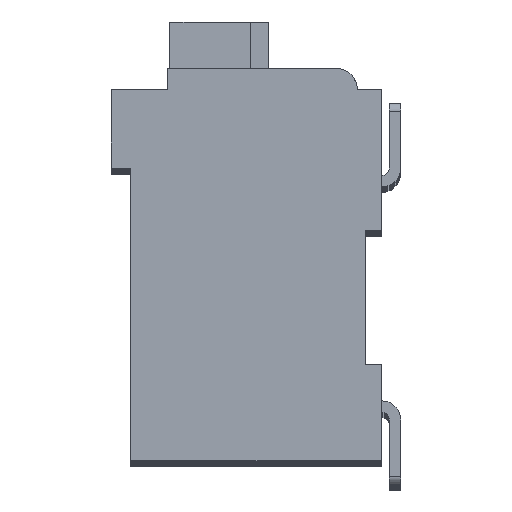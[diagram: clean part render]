
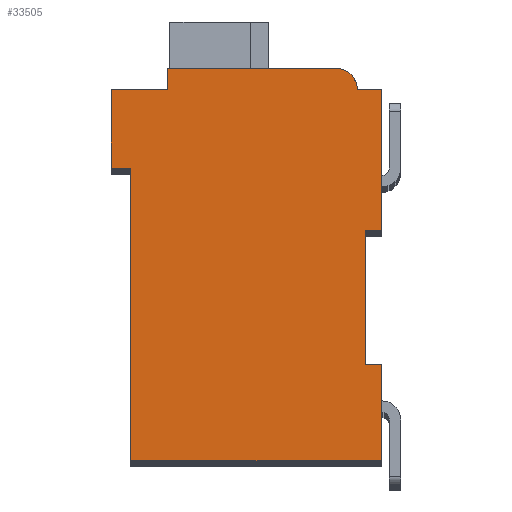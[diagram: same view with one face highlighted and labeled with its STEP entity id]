
A CAD part, top view. The second image highlights one B-rep face of the part: STEP entity #33505.
In plain terms, the highlighted planar face has unit normal (0, 0, 1).
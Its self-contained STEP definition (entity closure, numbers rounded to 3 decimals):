
#10386=DIRECTION('',(1.,0.,0.));
#10387=VECTOR('',#10386,0.5);
#10388=CARTESIAN_POINT('',(7.3,7.15,2.1));
#10389=LINE('',#10388,#10387);
#10390=DIRECTION('',(0.,1.,0.));
#10391=VECTOR('',#10390,4.15);
#10392=CARTESIAN_POINT('',(7.3,3.,2.1));
#10393=LINE('',#10392,#10391);
#10394=DIRECTION('',(-1.,0.,0.));
#10395=VECTOR('',#10394,0.5);
#10396=CARTESIAN_POINT('',(7.8,3.,2.1));
#10397=LINE('',#10396,#10395);
#10398=DIRECTION('',(0.,1.,0.));
#10399=VECTOR('',#10398,3.);
#10400=CARTESIAN_POINT('',(7.8,0.,2.1));
#10401=LINE('',#10400,#10399);
#10402=DIRECTION('',(1.,0.,0.));
#10403=VECTOR('',#10402,7.8);
#10404=CARTESIAN_POINT('',(0.,0.,2.1));
#10405=LINE('',#10404,#10403);
#10406=DIRECTION('',(0.,-1.,0.));
#10407=VECTOR('',#10406,9.1);
#10408=CARTESIAN_POINT('',(0.,9.1,2.1));
#10409=LINE('',#10408,#10407);
#10410=DIRECTION('',(1.,0.,0.));
#10411=VECTOR('',#10410,0.6);
#10412=CARTESIAN_POINT('',(-0.6,9.1,2.1));
#10413=LINE('',#10412,#10411);
#10414=DIRECTION('',(0.,-1.,0.));
#10415=VECTOR('',#10414,2.45);
#10416=CARTESIAN_POINT('',(-0.6,11.55,2.1));
#10417=LINE('',#10416,#10415);
#10418=DIRECTION('',(-1.,0.,0.));
#10419=VECTOR('',#10418,1.75);
#10420=CARTESIAN_POINT('',(1.15,11.55,2.1));
#10421=LINE('',#10420,#10419);
#10422=DIRECTION('',(0.,-1.,0.));
#10423=VECTOR('',#10422,0.65);
#10424=CARTESIAN_POINT('',(1.15,12.2,2.1));
#10425=LINE('',#10424,#10423);
#10426=DIRECTION('',(-1.,0.,0.));
#10427=VECTOR('',#10426,5.25);
#10428=CARTESIAN_POINT('',(6.4,12.2,2.1));
#10429=LINE('',#10428,#10427);
#10430=CARTESIAN_POINT('',(6.4,11.55,2.1));
#10431=DIRECTION('',(0.,0.,1.));
#10432=DIRECTION('',(1.,0.,0.));
#10433=AXIS2_PLACEMENT_3D('',#10430,#10431,#10432);
#10435=DIRECTION('',(-1.,0.,0.));
#10436=VECTOR('',#10435,0.75);
#10437=CARTESIAN_POINT('',(7.8,11.55,2.1));
#10438=LINE('',#10437,#10436);
#10439=DIRECTION('',(0.,1.,0.));
#10440=VECTOR('',#10439,4.4);
#10441=CARTESIAN_POINT('',(7.8,7.15,2.1));
#10442=LINE('',#10441,#10440);
#16785=CARTESIAN_POINT('',(7.3,7.15,2.1));
#16786=CARTESIAN_POINT('',(7.8,7.15,2.1));
#16787=VERTEX_POINT('',#16785);
#16788=VERTEX_POINT('',#16786);
#16789=CARTESIAN_POINT('',(7.8,11.55,2.1));
#16790=VERTEX_POINT('',#16789);
#16791=CARTESIAN_POINT('',(7.05,11.55,2.1));
#16792=VERTEX_POINT('',#16791);
#16793=CARTESIAN_POINT('',(6.4,12.2,2.1));
#16794=VERTEX_POINT('',#16793);
#16795=CARTESIAN_POINT('',(1.15,12.2,2.1));
#16796=VERTEX_POINT('',#16795);
#16797=CARTESIAN_POINT('',(1.15,11.55,2.1));
#16798=VERTEX_POINT('',#16797);
#16799=CARTESIAN_POINT('',(-0.6,11.55,2.1));
#16800=VERTEX_POINT('',#16799);
#16801=CARTESIAN_POINT('',(-0.6,9.1,2.1));
#16802=VERTEX_POINT('',#16801);
#16803=CARTESIAN_POINT('',(0.,9.1,2.1));
#16804=VERTEX_POINT('',#16803);
#16805=CARTESIAN_POINT('',(0.,0.,2.1));
#16806=VERTEX_POINT('',#16805);
#16807=CARTESIAN_POINT('',(7.8,0.,2.1));
#16808=VERTEX_POINT('',#16807);
#16809=CARTESIAN_POINT('',(7.8,3.,2.1));
#16810=VERTEX_POINT('',#16809);
#16811=CARTESIAN_POINT('',(7.3,3.,2.1));
#16812=VERTEX_POINT('',#16811);
#33484=CARTESIAN_POINT('',(0.,0.,2.1));
#33485=DIRECTION('',(0.,0.,1.));
#33486=DIRECTION('',(1.,0.,0.));
#33487=AXIS2_PLACEMENT_3D('',#33484,#33485,#33486);
#33488=PLANE('',#33487);
#33489=ORIENTED_EDGE('',*,*,#22086,.F.);
#33490=ORIENTED_EDGE('',*,*,#22842,.F.);
#33491=ORIENTED_EDGE('',*,*,#28500,.F.);
#33492=ORIENTED_EDGE('',*,*,#28915,.F.);
#33493=ORIENTED_EDGE('',*,*,#29398,.F.);
#33494=ORIENTED_EDGE('',*,*,#30112,.F.);
#33495=ORIENTED_EDGE('',*,*,#30332,.F.);
#33496=ORIENTED_EDGE('',*,*,#30783,.F.);
#33497=ORIENTED_EDGE('',*,*,#31281,.F.);
#33498=ORIENTED_EDGE('',*,*,#32004,.F.);
#33499=ORIENTED_EDGE('',*,*,#32572,.F.);
#33500=ORIENTED_EDGE('',*,*,#31332,.F.);
#33501=ORIENTED_EDGE('',*,*,#31805,.F.);
#33502=ORIENTED_EDGE('',*,*,#22737,.F.);
#33503=EDGE_LOOP('',(#33489,#33490,#33491,#33492,#33493,#33494,#33495,#33496,
#33497,#33498,#33499,#33500,#33501,#33502));
#33504=FACE_OUTER_BOUND('',#33503,.F.);
#10434=CIRCLE('',#10433,0.65);
#22086=EDGE_CURVE('',#16787,#16788,#10389,.T.);
#22737=EDGE_CURVE('',#16788,#16790,#10442,.T.);
#22842=EDGE_CURVE('',#16812,#16787,#10393,.T.);
#28500=EDGE_CURVE('',#16810,#16812,#10397,.T.);
#28915=EDGE_CURVE('',#16808,#16810,#10401,.T.);
#29398=EDGE_CURVE('',#16806,#16808,#10405,.T.);
#30112=EDGE_CURVE('',#16804,#16806,#10409,.T.);
#30332=EDGE_CURVE('',#16802,#16804,#10413,.T.);
#30783=EDGE_CURVE('',#16800,#16802,#10417,.T.);
#31281=EDGE_CURVE('',#16798,#16800,#10421,.T.);
#31332=EDGE_CURVE('',#16792,#16794,#10434,.T.);
#31805=EDGE_CURVE('',#16790,#16792,#10438,.T.);
#32004=EDGE_CURVE('',#16796,#16798,#10425,.T.);
#32572=EDGE_CURVE('',#16794,#16796,#10429,.T.);
#33505=ADVANCED_FACE('',(#33504),#33488,.T.);
